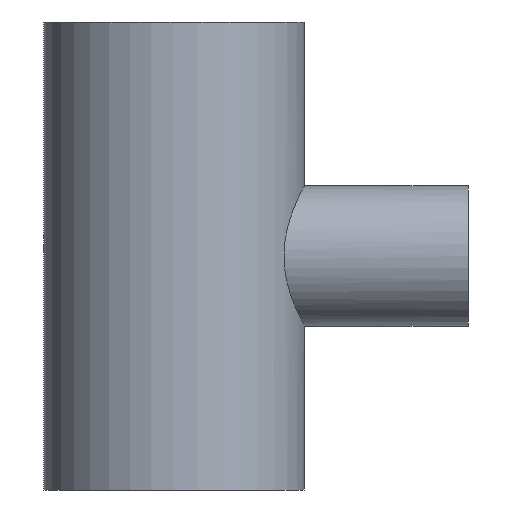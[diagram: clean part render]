
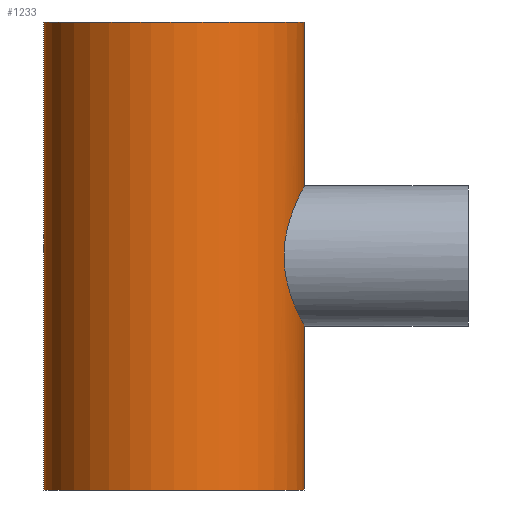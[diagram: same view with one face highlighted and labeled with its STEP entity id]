
A CAD part, front view. The second image highlights one B-rep face of the part: STEP entity #1233.
In plain terms, the highlighted cylindrical face has radius 58.5 mm (diameter 117 mm), a partial arc.
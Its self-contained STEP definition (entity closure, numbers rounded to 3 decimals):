
#8 = CARTESIAN_POINT ( 'NONE',  ( 58.387, -4.182, -31.292 ) ) ;
#10 = EDGE_CURVE ( 'NONE', #1124, #409, #1055, .T. ) ;
#22 = ORIENTED_EDGE ( 'NONE', *, *, #165, .F. ) ;
#23 = CYLINDRICAL_SURFACE ( 'NONE', #1007, 58.5 ) ;
#24 = LINE ( 'NONE', #118, #109 ) ;
#28 = VERTEX_POINT ( 'NONE', #1255 ) ;
#35 = ORIENTED_EDGE ( 'NONE', *, *, #488, .F. ) ;
#71 = CARTESIAN_POINT ( 'NONE',  ( 49.433, -31.286, 4.214 ) ) ;
#77 = CARTESIAN_POINT ( 'NONE',  ( 49.56, -31.083, -5.217 ) ) ;
#83 = CARTESIAN_POINT ( 'NONE',  ( 49.461, -31.239, -4.182 ) ) ;
#88 = CARTESIAN_POINT ( 'NONE',  ( 50.348, -29.791, 10.288 ) ) ;
#94 = CARTESIAN_POINT ( 'NONE',  ( 54.383, -21.572, -22.976 ) ) ;
#97 = CARTESIAN_POINT ( 'NONE',  ( 58.5, -2.102, -31.5 ) ) ;
#109 = VECTOR ( 'NONE', #696, 1000. ) ;
#118 = CARTESIAN_POINT ( 'NONE',  ( -58.5, 0., 105. ) ) ;
#122 = LINE ( 'NONE', #1083, #929 ) ;
#130 = CIRCLE ( 'NONE', #235, 58.5 ) ;
#165 = EDGE_CURVE ( 'NONE', #28, #687, #220, .T. ) ;
#175 = DIRECTION ( 'NONE',  ( 0., 0., 1. ) ) ;
#181 = CARTESIAN_POINT ( 'NONE',  ( 49.755, -30.769, 6.765 ) ) ;
#187 = CARTESIAN_POINT ( 'NONE',  ( 58.055, -7.276, 30.666 ) ) ;
#189 = CARTESIAN_POINT ( 'NONE',  ( -58.5, 0., -105. ) ) ;
#192 = CARTESIAN_POINT ( 'NONE',  ( 52.617, -25.575, -18.417 ) ) ;
#195 = VECTOR ( 'NONE', #879, 1000. ) ;
#197 = CARTESIAN_POINT ( 'NONE',  ( 58.5, 0., 31.5 ) ) ;
#220 = B_SPLINE_CURVE_WITH_KNOTS ( 'NONE', 3,
 ( #197, #579, #1264, #187, #768, #474, #1158, #872, #944, #568, #1146, #280, #269, #372, #861, #762, #677, #757, #965, #671, #1072, #1151, #866, #1064, #88, #779, #479, #960, #181, #71, #1259, #951, #386, #776, #286, #83, #77, #1165, #461, #681, #856, #1068, #1057, #192, #584, #469, #969, #94, #487, #849, #1268, #391, #1248, #1254, #365, #666, #1049, #1168, #290, #8, #97, #402 ),
 .UNSPECIFIED., .F., .F.,
 ( 4, 2, 2, 2, 2, 2, 2, 2, 2, 2, 2, 2, 2, 2, 2, 2, 2, 2, 2, 2, 2, 2, 2, 2, 2, 2, 2, 2, 2, 2, 4 ),
 ( 0., 0.006, 0.009, 0.011, 0.013, 0.019, 0.02, 0.022, 0.025, 0.028, 0.031, 0.038, 0.041, 0.042, 0.044, 0.05, 0.052, 0.053, 0.057, 0.06, 0.063, 0.069, 0.072, 0.075, 0.079, 0.08, 0.082, 0.088, 0.091, 0.094, 0.101 ),
 .UNSPECIFIED. ) ;
#235 = AXIS2_PLACEMENT_3D ( 'NONE', #984, #528, #580 ) ;
#269 = CARTESIAN_POINT ( 'NONE',  ( 55.512, -18.461, 25.528 ) ) ;
#280 = CARTESIAN_POINT ( 'NONE',  ( 55.65, -18.042, 25.826 ) ) ;
#286 = CARTESIAN_POINT ( 'NONE',  ( 49.361, -31.396, -2.607 ) ) ;
#290 = CARTESIAN_POINT ( 'NONE',  ( 58.056, -7.268, -30.668 ) ) ;
#291 = ORIENTED_EDGE ( 'NONE', *, *, #600, .T. ) ;
#316 = DIRECTION ( 'NONE',  ( -1., 0., 0. ) ) ;
#330 = VERTEX_POINT ( 'NONE', #1066 ) ;
#337 = ORIENTED_EDGE ( 'NONE', *, *, #1087, .F. ) ;
#365 = CARTESIAN_POINT ( 'NONE',  ( 56.809, -14.096, -28.245 ) ) ;
#372 = CARTESIAN_POINT ( 'NONE',  ( 55.234, -19.278, 24.917 ) ) ;
#386 = CARTESIAN_POINT ( 'NONE',  ( 49.303, -31.488, -1.016 ) ) ;
#388 = DIRECTION ( 'NONE',  ( 0., 0., -1. ) ) ;
#391 = CARTESIAN_POINT ( 'NONE',  ( 55.52, -18.437, -25.546 ) ) ;
#402 = CARTESIAN_POINT ( 'NONE',  ( 58.5, 0., -31.5 ) ) ;
#409 = VERTEX_POINT ( 'NONE', #679 ) ;
#415 = CARTESIAN_POINT ( 'NONE',  ( 0., 0., 105. ) ) ;
#421 = ORIENTED_EDGE ( 'NONE', *, *, #10, .T. ) ;
#461 = CARTESIAN_POINT ( 'NONE',  ( 49.974, -30.414, -8.266 ) ) ;
#469 = CARTESIAN_POINT ( 'NONE',  ( 53.5, -23.675, -20.804 ) ) ;
#474 = CARTESIAN_POINT ( 'NONE',  ( 57.677, -9.79, 29.945 ) ) ;
#479 = CARTESIAN_POINT ( 'NONE',  ( 49.984, -30.395, 8.286 ) ) ;
#487 = CARTESIAN_POINT ( 'NONE',  ( 54.674, -20.826, -23.655 ) ) ;
#488 = EDGE_CURVE ( 'NONE', #687, #409, #593, .T. ) ;
#510 = FACE_OUTER_BOUND ( 'NONE', #1038, .T. ) ;
#528 = DIRECTION ( 'NONE',  ( 0., 0., 1. ) ) ;
#568 = CARTESIAN_POINT ( 'NONE',  ( 56.803, -14.124, 28.231 ) ) ;
#569 = VERTEX_POINT ( 'NONE', #1175 ) ;
#579 = CARTESIAN_POINT ( 'NONE',  ( 58.5, -2.127, 31.5 ) ) ;
#580 = DIRECTION ( 'NONE',  ( 1., 0., 0. ) ) ;
#584 = CARTESIAN_POINT ( 'NONE',  ( 52.911, -24.963, -19.239 ) ) ;
#593 = LINE ( 'NONE', #993, #195 ) ;
#600 = EDGE_CURVE ( 'NONE', #330, #1124, #24, .T. ) ;
#603 = AXIS2_PLACEMENT_3D ( 'NONE', #1050, #175, #845 ) ;
#666 = CARTESIAN_POINT ( 'NONE',  ( 57.415, -11.258, -29.437 ) ) ;
#671 = CARTESIAN_POINT ( 'NONE',  ( 52.903, -24.98, 19.217 ) ) ;
#677 = CARTESIAN_POINT ( 'NONE',  ( 54.374, -21.594, 22.955 ) ) ;
#679 = CARTESIAN_POINT ( 'NONE',  ( 58.5, 0., -105. ) ) ;
#681 = CARTESIAN_POINT ( 'NONE',  ( 50.341, -29.802, -10.254 ) ) ;
#687 = VERTEX_POINT ( 'NONE', #925 ) ;
#696 = DIRECTION ( 'NONE',  ( 0., 0., -1. ) ) ;
#757 = CARTESIAN_POINT ( 'NONE',  ( 53.787, -23.017, 21.529 ) ) ;
#762 = CARTESIAN_POINT ( 'NONE',  ( 54.665, -20.849, 23.635 ) ) ;
#768 = CARTESIAN_POINT ( 'NONE',  ( 57.919, -8.288, 30.408 ) ) ;
#776 = CARTESIAN_POINT ( 'NONE',  ( 49.336, -31.436, -2.077 ) ) ;
#779 = CARTESIAN_POINT ( 'NONE',  ( 50.071, -30.253, 8.792 ) ) ;
#802 = DIRECTION ( 'NONE',  ( 0., 0., -1. ) ) ;
#845 = DIRECTION ( 'NONE',  ( 1., 0., 0. ) ) ;
#849 = CARTESIAN_POINT ( 'NONE',  ( 55.101, -19.654, -24.621 ) ) ;
#856 = CARTESIAN_POINT ( 'NONE',  ( 50.551, -29.445, -11.238 ) ) ;
#861 = CARTESIAN_POINT ( 'NONE',  ( 55.093, -19.678, 24.603 ) ) ;
#866 = CARTESIAN_POINT ( 'NONE',  ( 51.235, -28.25, 14.083 ) ) ;
#872 = CARTESIAN_POINT ( 'NONE',  ( 57.407, -11.265, 29.421 ) ) ;
#879 = DIRECTION ( 'NONE',  ( 0., 0., -1. ) ) ;
#925 = CARTESIAN_POINT ( 'NONE',  ( 58.5, 0., -31.5 ) ) ;
#929 = VECTOR ( 'NONE', #388, 1000. ) ;
#944 = CARTESIAN_POINT ( 'NONE',  ( 57.31, -11.747, 29.232 ) ) ;
#951 = CARTESIAN_POINT ( 'NONE',  ( 49.295, -31.501, -0.488 ) ) ;
#960 = CARTESIAN_POINT ( 'NONE',  ( 49.826, -30.653, 7.273 ) ) ;
#965 = CARTESIAN_POINT ( 'NONE',  ( 53.492, -23.694, 20.782 ) ) ;
#969 = CARTESIAN_POINT ( 'NONE',  ( 53.796, -22.997, -21.55 ) ) ;
#984 = CARTESIAN_POINT ( 'NONE',  ( 0., 0., 105. ) ) ;
#993 = CARTESIAN_POINT ( 'NONE',  ( 58.5, 0., 105. ) ) ;
#1007 = AXIS2_PLACEMENT_3D ( 'NONE', #415, #802, #316 ) ;
#1038 = EDGE_LOOP ( 'NONE', ( #337, #1192, #291, #421, #35, #22 ) ) ;
#1049 = CARTESIAN_POINT ( 'NONE',  ( 57.597, -10.288, -29.791 ) ) ;
#1050 = CARTESIAN_POINT ( 'NONE',  ( 0., 0., -105. ) ) ;
#1055 = CIRCLE ( 'NONE', #603, 58.5 ) ;
#1057 = CARTESIAN_POINT ( 'NONE',  ( 51.766, -27.279, -15.882 ) ) ;
#1064 = CARTESIAN_POINT ( 'NONE',  ( 50.556, -29.438, 11.256 ) ) ;
#1066 = CARTESIAN_POINT ( 'NONE',  ( -58.5, 0., 105. ) ) ;
#1068 = CARTESIAN_POINT ( 'NONE',  ( 51.236, -28.248, -14.092 ) ) ;
#1072 = CARTESIAN_POINT ( 'NONE',  ( 52.609, -25.591, 18.395 ) ) ;
#1083 = CARTESIAN_POINT ( 'NONE',  ( 58.5, 0., 105. ) ) ;
#1087 = EDGE_CURVE ( 'NONE', #569, #28, #122, .T. ) ;
#1124 = VERTEX_POINT ( 'NONE', #189 ) ;
#1133 = EDGE_CURVE ( 'NONE', #330, #569, #130, .T. ) ;
#1146 = CARTESIAN_POINT ( 'NONE',  ( 56.32, -15.921, 27.258 ) ) ;
#1151 = CARTESIAN_POINT ( 'NONE',  ( 51.761, -27.289, 15.865 ) ) ;
#1158 = CARTESIAN_POINT ( 'NONE',  ( 57.591, -10.287, 29.777 ) ) ;
#1165 = CARTESIAN_POINT ( 'NONE',  ( 49.816, -30.67, -7.259 ) ) ;
#1168 = CARTESIAN_POINT ( 'NONE',  ( 57.918, -8.296, -30.406 ) ) ;
#1175 = CARTESIAN_POINT ( 'NONE',  ( 58.5, 0., 105. ) ) ;
#1192 = ORIENTED_EDGE ( 'NONE', *, *, #1133, .F. ) ;
#1233 = ADVANCED_FACE ( 'NONE', ( #510 ), #23, .T. ) ;
#1248 = CARTESIAN_POINT ( 'NONE',  ( 55.658, -18.018, -25.843 ) ) ;
#1254 = CARTESIAN_POINT ( 'NONE',  ( 56.329, -15.891, -27.275 ) ) ;
#1255 = CARTESIAN_POINT ( 'NONE',  ( 58.5, 0., 31.5 ) ) ;
#1259 = CARTESIAN_POINT ( 'NONE',  ( 49.297, -31.497, 2.143 ) ) ;
#1264 = CARTESIAN_POINT ( 'NONE',  ( 58.384, -4.211, 31.287 ) ) ;
#1268 = CARTESIAN_POINT ( 'NONE',  ( 55.242, -19.255, -24.935 ) ) ;
